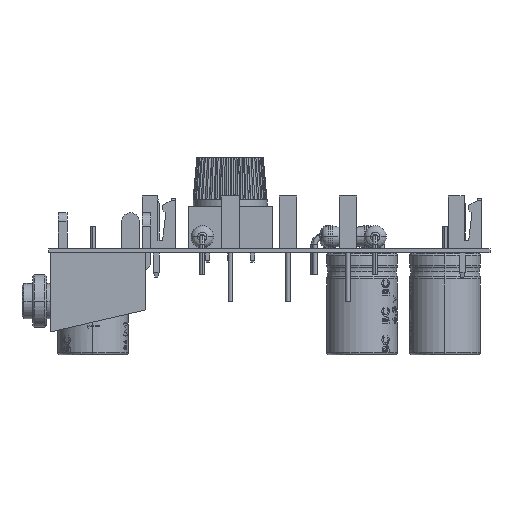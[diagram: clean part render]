
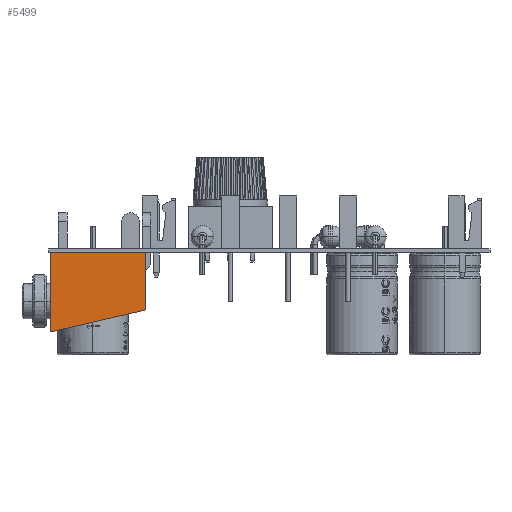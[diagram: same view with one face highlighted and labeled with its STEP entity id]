
A CAD part, front view. The second image highlights one B-rep face of the part: STEP entity #5499.
In plain terms, the highlighted planar face has unit normal (0, -1, 0).
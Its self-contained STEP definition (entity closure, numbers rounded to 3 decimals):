
#5259 = VERTEX_POINT('',#5260);
#5260 = CARTESIAN_POINT('',(10.964,10.763,
    -0.411));
#5266 = EDGE_CURVE('',#5259,#5267,#5269,.T.);
#5267 = VERTEX_POINT('',#5268);
#5268 = CARTESIAN_POINT('',(10.964,10.763,
    -6.911));
#5269 = LINE('',#5270,#5271);
#5270 = CARTESIAN_POINT('',(10.964,10.763,
    -0.411));
#5271 = VECTOR('',#5272,1.);
#5272 = DIRECTION('',(0.,0.,-1.));
#5312 = EDGE_CURVE('',#5267,#5313,#5315,.T.);
#5313 = VERTEX_POINT('',#5314);
#5314 = CARTESIAN_POINT('',(0.164,10.763,
    -9.411));
#5315 = LINE('',#5316,#5317);
#5316 = CARTESIAN_POINT('',(2.141,10.763,
    -8.954));
#5317 = VECTOR('',#5318,1.);
#5318 = DIRECTION('',(-0.974,0.,-0.226
    ));
#5451 = VERTEX_POINT('',#5452);
#5452 = CARTESIAN_POINT('',(0.164,10.763,
    -0.411));
#5458 = EDGE_CURVE('',#5451,#5259,#5459,.T.);
#5459 = LINE('',#5460,#5461);
#5460 = CARTESIAN_POINT('',(0.164,10.763,
    -0.411));
#5461 = VECTOR('',#5462,1.);
#5462 = DIRECTION('',(1.,0.,0.));
#5499 = ADVANCED_FACE('',(#5500),#5511,.F.);
#5500 = FACE_BOUND('',#5501,.T.);
#5501 = EDGE_LOOP('',(#5502,#5503,#5504,#5510));
#5502 = ORIENTED_EDGE('',*,*,#5266,.F.);
#5503 = ORIENTED_EDGE('',*,*,#5458,.F.);
#5504 = ORIENTED_EDGE('',*,*,#5505,.T.);
#5505 = EDGE_CURVE('',#5451,#5313,#5506,.T.);
#5506 = LINE('',#5507,#5508);
#5507 = CARTESIAN_POINT('',(0.164,10.763,
    -0.411));
#5508 = VECTOR('',#5509,1.);
#5509 = DIRECTION('',(0.,0.,-1.));
#5510 = ORIENTED_EDGE('',*,*,#5312,.F.);
#5511 = PLANE('',#5512);
#5512 = AXIS2_PLACEMENT_3D('',#5513,#5514,#5515);
#5513 = CARTESIAN_POINT('',(0.164,10.763,
    -0.411));
#5514 = DIRECTION('',(0.,1.,0.));
#5515 = DIRECTION('',(1.,0.,0.));
